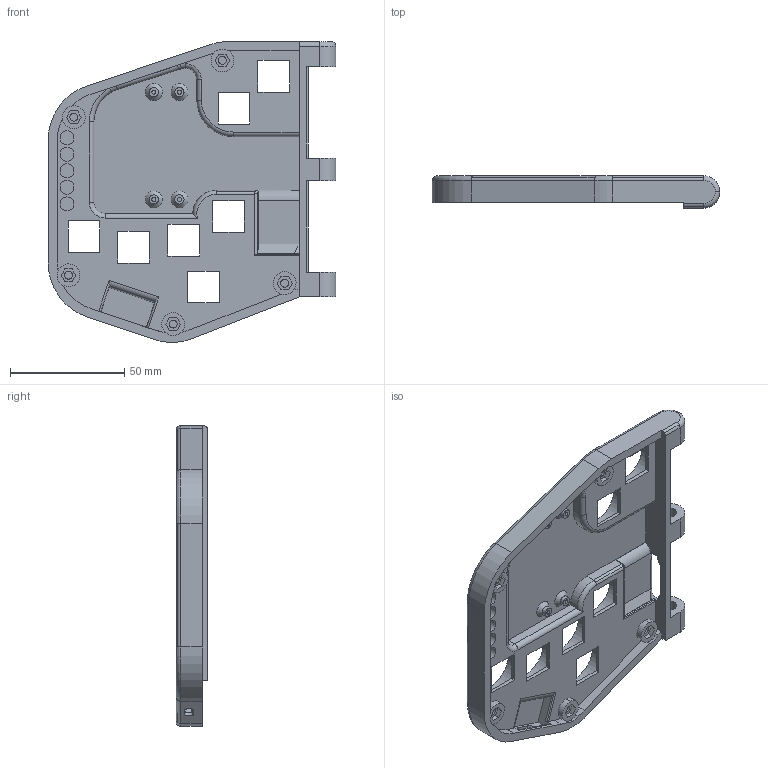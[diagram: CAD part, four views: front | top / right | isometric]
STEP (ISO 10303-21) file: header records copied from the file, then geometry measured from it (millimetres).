
FILE_DESCRIPTION(('HOOPS Exchange Step'),'2;1');
FILE_NAME('temp_export','2025-01-18T15:44:58-06:00',('campagne'),('Shapr3D Limited'),'HOOPS Exchange 2024.6','Shapr3D','Authorized');
FILE_SCHEMA( ('AP242_MANAGED_MODEL_BASED_3D_ENGINEERING_MIM_LF {1 0 10303 442 1 1 4 }') );
Length unit declared in the file: millimetre
Products named in the file (2): Top Left Moth CTM v19.step; root
Assembly tree (1 placements, depth 2):
  root
    Top Left Moth CTM v19.step
Bounding box: 126 x 14 x 131.76 mm (x, y, z)
Volume: 64943.2 mm3; surface area: 38689.9 mm2
Topology: 1 solids, 1 shells, 289 faces, 762 edges, 503 vertices
Faces by surface type: plane 143, cylinder 125, torus 13, bspline 4, cone 4
Full cylindrical faces by diameter (mm): 1.8 x4, 3.5 x5, 4 x4, 6.1 x5, 6.85 x3, 21.2 x7
Entity records: 9592 total; most frequent: CARTESIAN_POINT 2141, DIRECTION 1587, ORIENTED_EDGE 1520, EDGE_CURVE 760, AXIS2_PLACEMENT_3D 572, VERTEX_POINT 503, VECTOR 443, LINE 443
